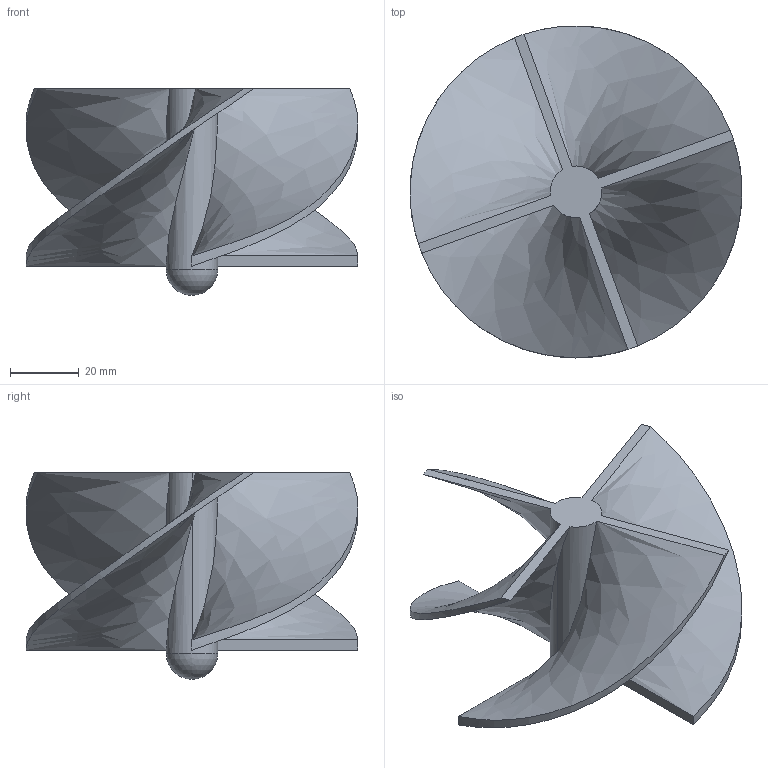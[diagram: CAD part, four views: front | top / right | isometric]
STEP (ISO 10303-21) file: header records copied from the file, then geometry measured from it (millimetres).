
FILE_DESCRIPTION(/* description */ ('','CAx-IF Rec.Pracs.---Representation and Presentation of Product Manufacturing Information (PMI)---4.0---2014-10-13'),/* implementation_level */ '2;1');
FILE_NAME(/* name */ 'MK1_Front_Impeller.stp',/* time_stamp */ '2025-08-16T10:08:36+02:00',/* author */ ('Capturing Dust'),/* organization */ ('Makerr.Studio'),/* preprocessor_version */ 'ST-DEVELOPER v18.1',/* originating_system */ 'Autodesk Inventor 2021',/* authorisation */ '');
FILE_SCHEMA (('AP242_MANAGED_MODEL_BASED_3D_ENGINEERING_MIM_LF { 1 0 10303 442 1 1 4 }'));
Length unit declared in the file: millimetre
Products named in the file (1): MK1_Front_Impeller
Bounding box: 96.3 x 96.3 x 60 mm (x, y, z)
Volume: 34700.3 mm3; surface area: 29004.2 mm2
Topology: 1 solids, 1 shells, 21 faces, 57 edges, 37 vertices
Faces by surface type: bspline 8, cylinder 7, plane 5, sphere 1
Full cylindrical faces by diameter (mm): 15 x1
Entity records: 1212 total; most frequent: CARTESIAN_POINT 670, ORIENTED_EDGE 112, DIRECTION 85, EDGE_CURVE 56, VERTEX_POINT 37, AXIS2_PLACEMENT_3D 29, LINE 27, VECTOR 27
